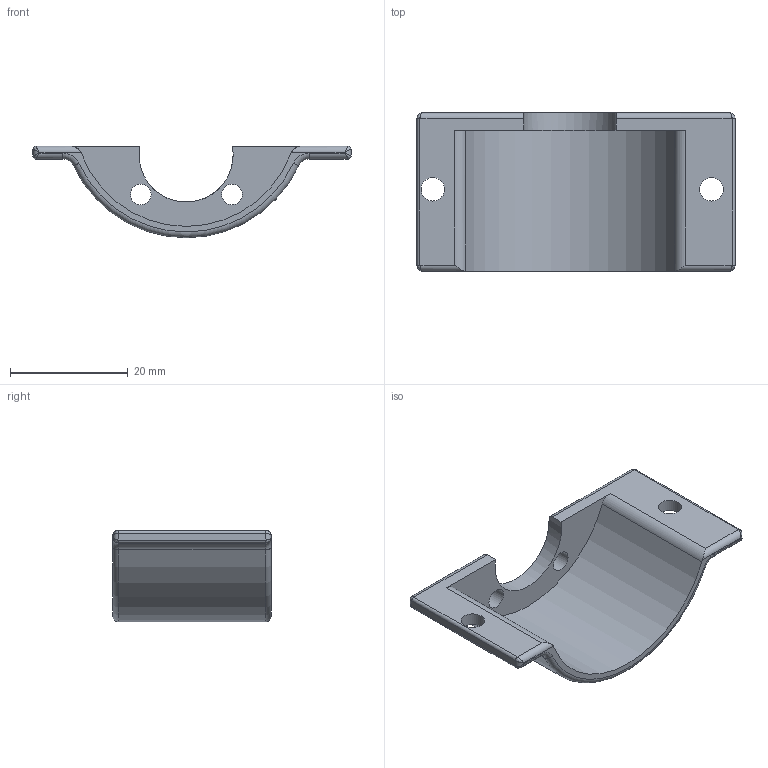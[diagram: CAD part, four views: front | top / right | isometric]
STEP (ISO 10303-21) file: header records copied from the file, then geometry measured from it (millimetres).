
FILE_DESCRIPTION(/* description */ (''),/* implementation_level */ '2;1');
FILE_NAME(/* name */ '',/* time_stamp */ '2022-11-16T20:29:01+08:00',/* author */ (''),/* organization */ (''),/* preprocessor_version */ 'ST-DEVELOPER v19.2',/* originating_system */ 'Autodesk Translation Framework v11.17.0.187',/* authorisation */ '');
FILE_SCHEMA (('AUTOMOTIVE_DESIGN { 1 0 10303 214 3 1 1 }'));
Length unit declared in the file: millimetre
Products named in the file (1): 左电机托
Bounding box: 54 x 26.9 x 15.55 mm (x, y, z)
Volume: 4147.6 mm3; surface area: 4294.6 mm2
Topology: 1 solids, 1 shells, 50 faces, 120 edges, 64 vertices
Faces by surface type: cylinder 27, plane 9, bspline 8, torus 6
Full cylindrical faces by diameter (mm): 3.5 x2, 4 x2
Entity records: 1648 total; most frequent: CARTESIAN_POINT 478, DIRECTION 254, ORIENTED_EDGE 224, EDGE_CURVE 112, AXIS2_PLACEMENT_3D 103, VERTEX_POINT 64, EDGE_LOOP 58, FACE_OUTER_BOUND 50
